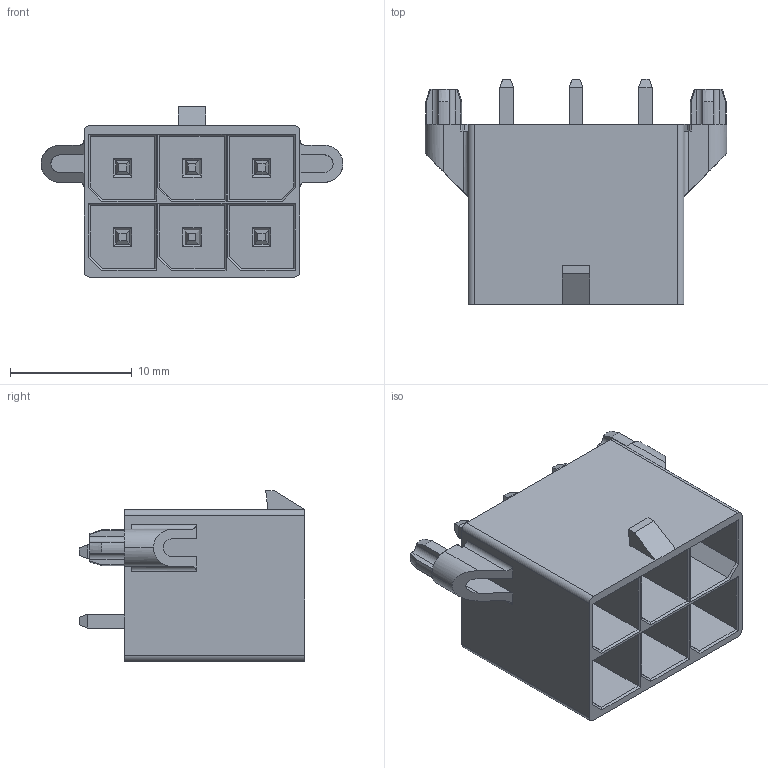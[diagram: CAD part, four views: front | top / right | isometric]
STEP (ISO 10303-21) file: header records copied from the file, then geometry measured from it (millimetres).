
FILE_DESCRIPTION(/* description */ ('Unknown'),/* implementation_level */ '2;1');
FILE_NAME(/* name */ '657006240201',/* time_stamp */ '2022-10-13T10:46:36+02:00',/* author */ ('Unknown'),/* organization */ ('Unknown'),/* preprocessor_version */ 'ST-DEVELOPER v16.7',/* originating_system */ 'Solid Edge',/* authorisation */ 'Unknown');
FILE_SCHEMA (('AUTOMOTIVE_DESIGN {1 0 10303 214 3 1 1}'));
Length unit declared in the file: millimetre
Products named in the file (3): 6570xx240201; 657006240201; 6570xx240201_Pin
Assembly tree (9 placements, depth 2):
  6570xx240201
    657006240201
    6570xx240201_Pin  x8
Bounding box: 24.8 x 18.5 x 14.03 mm (x, y, z)
Volume: 1565.9 mm3; surface area: 3764.7 mm2
Topology: 9 solids, 9 shells, 481 faces, 1185 edges, 742 vertices
Faces by surface type: plane 411, cylinder 62, cone 8
Entity records: 11603 total; most frequent: CARTESIAN_POINT 2060, ORIENTED_EDGE 1978, DIRECTION 1891, EDGE_CURVE 989, LINE 841, VECTOR 841, VERTEX_POINT 630, AXIS2_PLACEMENT_3D 525
